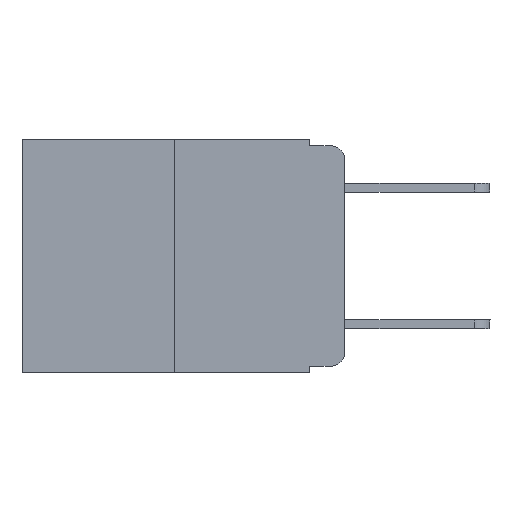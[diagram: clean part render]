
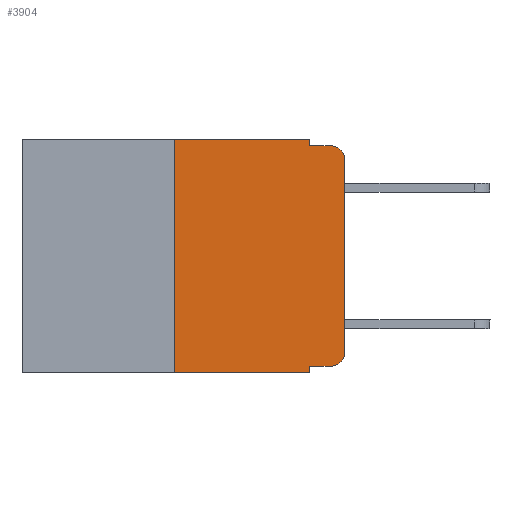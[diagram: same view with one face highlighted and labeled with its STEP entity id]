
A CAD part, left-side view. The second image highlights one B-rep face of the part: STEP entity #3904.
In plain terms, the highlighted planar face has unit normal (-1, 0, 0).
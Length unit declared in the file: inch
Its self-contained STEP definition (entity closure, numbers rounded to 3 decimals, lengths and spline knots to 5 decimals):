
#383 = DIRECTION ( 'NONE',  ( 1., 0., 0. ) ) ;
#397 = DIRECTION ( 'NONE',  ( 0., -1., 0. ) ) ;
#468 = EDGE_CURVE ( 'NONE', #10867, #12992, #782, .T. ) ;
#782 = LINE ( 'NONE', #19738, #3181 ) ;
#937 = ORIENTED_EDGE ( 'NONE', *, *, #2806, .T. ) ;
#1500 = ORIENTED_EDGE ( 'NONE', *, *, #1886, .T. ) ;
#1711 = VERTEX_POINT ( 'NONE', #16750 ) ;
#1886 = EDGE_CURVE ( 'NONE', #2426, #12992, #14083, .T. ) ;
#2154 = VECTOR ( 'NONE', #15241, 39.37008 ) ;
#2254 = VECTOR ( 'NONE', #397, 39.37008 ) ;
#2426 = VERTEX_POINT ( 'NONE', #10315 ) ;
#2486 = VERTEX_POINT ( 'NONE', #5575 ) ;
#2688 = CARTESIAN_POINT ( 'NONE',  ( 0., 0.25, -0.343 ) ) ;
#2806 = EDGE_CURVE ( 'NONE', #9330, #19079, #6032, .T. ) ;
#3129 = DIRECTION ( 'NONE',  ( -1., 0., 0. ) ) ;
#3181 = VECTOR ( 'NONE', #10531, 39.37008 ) ;
#3333 = EDGE_CURVE ( 'NONE', #19609, #10867, #10185, .T. ) ;
#3371 = CARTESIAN_POINT ( 'NONE',  ( 0., 0.051, 0. ) ) ;
#3400 = CARTESIAN_POINT ( 'NONE',  ( 0., 0.02, -0.03 ) ) ;
#3904 = ADVANCED_FACE ( 'NONE', ( #15489 ), #6303, .F. ) ;
#4220 = CIRCLE ( 'NONE', #9486, 0.02 ) ;
#4753 = VERTEX_POINT ( 'NONE', #6022 ) ;
#4851 = CARTESIAN_POINT ( 'NONE',  ( 0., 0.473, 0. ) ) ;
#5096 = DIRECTION ( 'NONE',  ( 0., 0., -1. ) ) ;
#5137 = ORIENTED_EDGE ( 'NONE', *, *, #6307, .F. ) ;
#5378 = CARTESIAN_POINT ( 'NONE',  ( 0., 0.051, 0. ) ) ;
#5493 = EDGE_CURVE ( 'NONE', #1711, #17995, #4220, .T. ) ;
#5575 = CARTESIAN_POINT ( 'NONE',  ( 0., 0.25, 0. ) ) ;
#5912 = LINE ( 'NONE', #11427, #2254 ) ;
#6022 = CARTESIAN_POINT ( 'NONE',  ( 0., 0.051, -0.333 ) ) ;
#6032 = LINE ( 'NONE', #12644, #13825 ) ;
#6144 = DIRECTION ( 'NONE',  ( 0., -1., 0. ) ) ;
#6303 = PLANE ( 'NONE',  #13511 ) ;
#6307 = EDGE_CURVE ( 'NONE', #2486, #19609, #5912, .T. ) ;
#6588 = CARTESIAN_POINT ( 'NONE',  ( 0., 0.051, -0.01 ) ) ;
#6684 = ORIENTED_EDGE ( 'NONE', *, *, #12903, .T. ) ;
#7281 = LINE ( 'NONE', #8937, #2154 ) ;
#7817 = VECTOR ( 'NONE', #11701, 39.37008 ) ;
#7924 = ORIENTED_EDGE ( 'NONE', *, *, #468, .F. ) ;
#8186 = EDGE_LOOP ( 'NONE', ( #8906, #1500, #7924, #9670, #5137, #13668, #937, #19678, #6684, #17259 ) ) ;
#8906 = ORIENTED_EDGE ( 'NONE', *, *, #17770, .T. ) ;
#8937 = CARTESIAN_POINT ( 'NONE',  ( 0., 0., 0. ) ) ;
#9330 = VERTEX_POINT ( 'NONE', #2688 ) ;
#9353 = DIRECTION ( 'NONE',  ( -1., 0., 0. ) ) ;
#9486 = AXIS2_PLACEMENT_3D ( 'NONE', #10978, #3129, #20124 ) ;
#9507 = DIRECTION ( 'NONE',  ( 0., 0., -1. ) ) ;
#9670 = ORIENTED_EDGE ( 'NONE', *, *, #3333, .F. ) ;
#10025 = CARTESIAN_POINT ( 'NONE',  ( 0., 0.25, 0. ) ) ;
#10067 = VECTOR ( 'NONE', #6144, 39.37008 ) ;
#10185 = LINE ( 'NONE', #14495, #16949 ) ;
#10315 = CARTESIAN_POINT ( 'NONE',  ( 0., 0., -0.03 ) ) ;
#10531 = DIRECTION ( 'NONE',  ( 0., -1., 0. ) ) ;
#10867 = VERTEX_POINT ( 'NONE', #6588 ) ;
#10978 = CARTESIAN_POINT ( 'NONE',  ( 0., 0.02, -0.313 ) ) ;
#11427 = CARTESIAN_POINT ( 'NONE',  ( 0., 0.473, 0. ) ) ;
#11437 = CARTESIAN_POINT ( 'NONE',  ( 0., 0., -0.313 ) ) ;
#11701 = DIRECTION ( 'NONE',  ( 0., 0., 1. ) ) ;
#12089 = VECTOR ( 'NONE', #17947, 39.37008 ) ;
#12429 = AXIS2_PLACEMENT_3D ( 'NONE', #3400, #9353, #14296 ) ;
#12644 = CARTESIAN_POINT ( 'NONE',  ( 0., 0.473, -0.343 ) ) ;
#12712 = DIRECTION ( 'NONE',  ( 0., -1., 0. ) ) ;
#12903 = EDGE_CURVE ( 'NONE', #4753, #1711, #19758, .T. ) ;
#12992 = VERTEX_POINT ( 'NONE', #15858 ) ;
#13511 = AXIS2_PLACEMENT_3D ( 'NONE', #4851, #383, #9507 ) ;
#13668 = ORIENTED_EDGE ( 'NONE', *, *, #13868, .F. ) ;
#13825 = VECTOR ( 'NONE', #12712, 39.37008 ) ;
#13868 = EDGE_CURVE ( 'NONE', #9330, #2486, #18761, .T. ) ;
#14083 = CIRCLE ( 'NONE', #12429, 0.02 ) ;
#14296 = DIRECTION ( 'NONE',  ( 0., 0., -1. ) ) ;
#14495 = CARTESIAN_POINT ( 'NONE',  ( 0., 0.051, 0. ) ) ;
#15241 = DIRECTION ( 'NONE',  ( 0., 0., 1. ) ) ;
#15469 = CARTESIAN_POINT ( 'NONE',  ( 0., 0.051, -0.333 ) ) ;
#15489 = FACE_OUTER_BOUND ( 'NONE', #8186, .T. ) ;
#15858 = CARTESIAN_POINT ( 'NONE',  ( 0., 0.02, -0.01 ) ) ;
#16750 = CARTESIAN_POINT ( 'NONE',  ( 0., 0.02, -0.333 ) ) ;
#16949 = VECTOR ( 'NONE', #5096, 39.37008 ) ;
#17259 = ORIENTED_EDGE ( 'NONE', *, *, #5493, .T. ) ;
#17770 = EDGE_CURVE ( 'NONE', #17995, #2426, #7281, .T. ) ;
#17947 = DIRECTION ( 'NONE',  ( 0., 0., -1. ) ) ;
#17995 = VERTEX_POINT ( 'NONE', #11437 ) ;
#18761 = LINE ( 'NONE', #10025, #7817 ) ;
#18869 = LINE ( 'NONE', #5378, #12089 ) ;
#18901 = CARTESIAN_POINT ( 'NONE',  ( 0., 0.051, -0.343 ) ) ;
#19079 = VERTEX_POINT ( 'NONE', #18901 ) ;
#19243 = EDGE_CURVE ( 'NONE', #4753, #19079, #18869, .T. ) ;
#19609 = VERTEX_POINT ( 'NONE', #3371 ) ;
#19678 = ORIENTED_EDGE ( 'NONE', *, *, #19243, .F. ) ;
#19738 = CARTESIAN_POINT ( 'NONE',  ( 0., 0.051, -0.01 ) ) ;
#19758 = LINE ( 'NONE', #15469, #10067 ) ;
#20124 = DIRECTION ( 'NONE',  ( 0., 0., -1. ) ) ;
